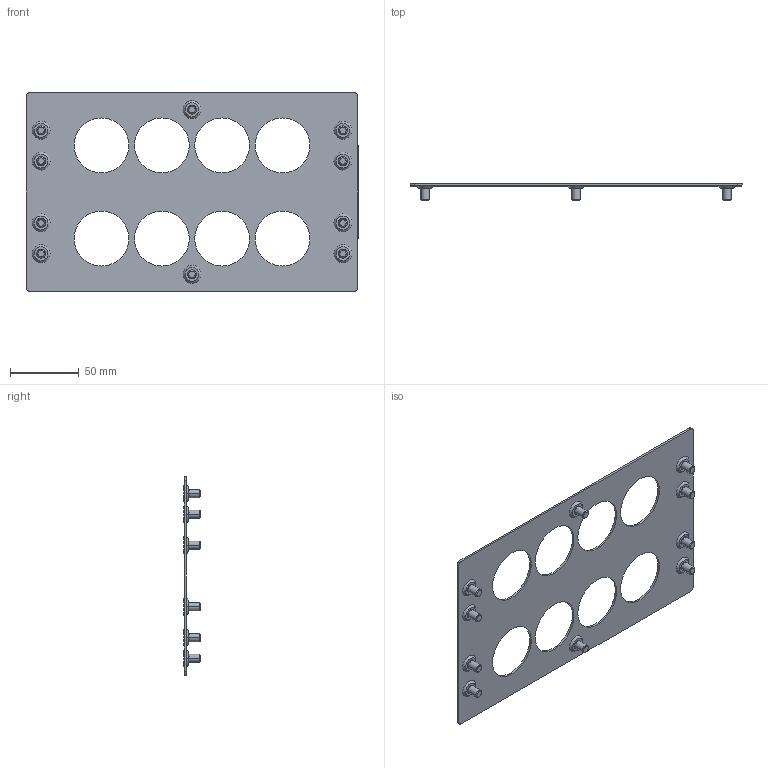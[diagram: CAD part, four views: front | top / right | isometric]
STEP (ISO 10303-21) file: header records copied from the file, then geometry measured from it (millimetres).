
FILE_DESCRIPTION(('STEP AP214'),'1');
FILE_NAME('cctmp_4F3F23C9-22A8-4C5B-8780-BC2368A0978D_2024_06_07_11_26_40_0651..stp','2024-06-07T09:26:40',('SIEMENS A&D'),('CADClick - www.CADClick.com'),'Spatial InterOp 3D',' ','unknown authorization');
FILE_SCHEMA(('AUTOMOTIVE_DESIGN'));
Length unit declared in the file: millimetre
Products named in the file (12): cc_unnamed; 2024_06_07_11_26_40_0628; 2024_06_07_11_26_40_0587; 2024_06_07_11_26_40_0546; 2024_06_07_11_26_40_0505; 2024_06_07_11_26_40_0464; 2024_06_07_11_26_40_0423; 2024_06_07_11_26_40_0382; 2024_06_07_11_26_40_0341; 2024_06_07_11_26_40_0301; 2024_06_07_11_26_40_0260; 2024_06_07_11_26_40_0218
Assembly tree (11 placements, depth 2):
  cc_unnamed
    2024_06_07_11_26_40_0628
    2024_06_07_11_26_40_0587
    2024_06_07_11_26_40_0546
    2024_06_07_11_26_40_0505
    2024_06_07_11_26_40_0464
    2024_06_07_11_26_40_0423
    2024_06_07_11_26_40_0382
    2024_06_07_11_26_40_0341
    2024_06_07_11_26_40_0301
    2024_06_07_11_26_40_0260
    2024_06_07_11_26_40_0218
Bounding box: 242 x 12 x 145 mm (x, y, z)
Volume: 41135.7 mm3; surface area: 57614.7 mm2
Topology: 11 solids, 11 shells, 288 faces, 656 edges, 412 vertices
Faces by surface type: plane 128, cylinder 80, cone 80
Entity records: 10789 total; most frequent: DIRECTION 1516, CARTESIAN_POINT 1368, ORIENTED_EDGE 1312, EDGE_CURVE 656, AXIS2_PLACEMENT_3D 560, VERTEX_POINT 412, LINE 396, VECTOR 396
